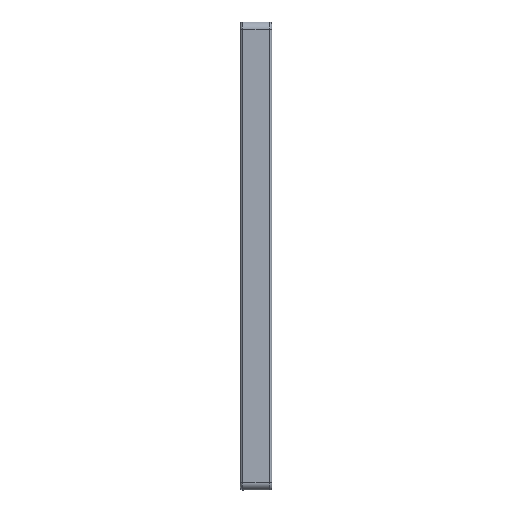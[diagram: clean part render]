
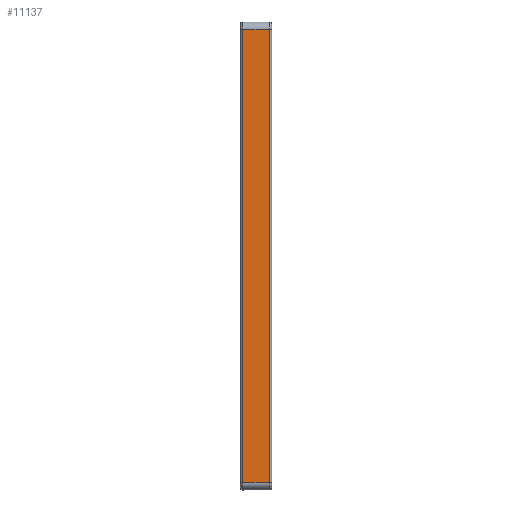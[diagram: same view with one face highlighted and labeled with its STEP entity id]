
A CAD part, front view. The second image highlights one B-rep face of the part: STEP entity #11137.
In plain terms, the highlighted planar face has unit normal (0, -1, 0).
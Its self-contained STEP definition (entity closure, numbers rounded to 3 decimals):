
#74 = CARTESIAN_POINT ( 'NONE',  ( -0.3, 0., -35. ) ) ;
#170 = CARTESIAN_POINT ( 'NONE',  ( -0.3, 0., -49.4 ) ) ;
#353 = FACE_OUTER_BOUND ( 'NONE', #8673, .T. ) ;
#681 = DIRECTION ( 'NONE',  ( 0., -1., 0. ) ) ;
#776 = LINE ( 'NONE', #9516, #3823 ) ;
#1185 = DIRECTION ( 'NONE',  ( -1., 0., 0. ) ) ;
#1260 = EDGE_CURVE ( 'NONE', #11117, #7579, #10035, .T. ) ;
#1516 = AXIS2_PLACEMENT_3D ( 'NONE', #3012, #681, #9040 ) ;
#1578 = DIRECTION ( 'NONE',  ( 0., 0., -1. ) ) ;
#1680 = EDGE_CURVE ( 'NONE', #11117, #3285, #4948, .T. ) ;
#1765 = ORIENTED_EDGE ( 'NONE', *, *, #1680, .F. ) ;
#2199 = CARTESIAN_POINT ( 'NONE',  ( 0., 0., -0.8 ) ) ;
#2403 = EDGE_CURVE ( 'NONE', #7579, #10727, #776, .T. ) ;
#3004 = ORIENTED_EDGE ( 'NONE', *, *, #8726, .T. ) ;
#3012 = CARTESIAN_POINT ( 'NONE',  ( 0., 0., -35. ) ) ;
#3285 = VERTEX_POINT ( 'NONE', #170 ) ;
#3823 = VECTOR ( 'NONE', #1578, 1000. ) ;
#3855 = PLANE ( 'NONE',  #1516 ) ;
#3911 = CARTESIAN_POINT ( 'NONE',  ( -0.3, 0., -0.8 ) ) ;
#4389 = CARTESIAN_POINT ( 'NONE',  ( -3.1, 0., -49.4 ) ) ;
#4394 = VECTOR ( 'NONE', #10657, 1000. ) ;
#4948 = LINE ( 'NONE', #74, #6992 ) ;
#4989 = ORIENTED_EDGE ( 'NONE', *, *, #1260, .T. ) ;
#6264 = LINE ( 'NONE', #8021, #4394 ) ;
#6924 = DIRECTION ( 'NONE',  ( 0., 0., -1. ) ) ;
#6992 = VECTOR ( 'NONE', #6924, 1000. ) ;
#7471 = CARTESIAN_POINT ( 'NONE',  ( -3.1, 0., -0.8 ) ) ;
#7516 = VECTOR ( 'NONE', #1185, 1000. ) ;
#7550 = ORIENTED_EDGE ( 'NONE', *, *, #2403, .T. ) ;
#7579 = VERTEX_POINT ( 'NONE', #7471 ) ;
#8021 = CARTESIAN_POINT ( 'NONE',  ( 0., 0., -49.4 ) ) ;
#8673 = EDGE_LOOP ( 'NONE', ( #1765, #4989, #7550, #3004 ) ) ;
#8726 = EDGE_CURVE ( 'NONE', #10727, #3285, #6264, .T. ) ;
#9040 = DIRECTION ( 'NONE',  ( 0., 0., -1. ) ) ;
#9516 = CARTESIAN_POINT ( 'NONE',  ( -3.1, 0., -35. ) ) ;
#10035 = LINE ( 'NONE', #2199, #7516 ) ;
#10657 = DIRECTION ( 'NONE',  ( 1., 0., 0. ) ) ;
#10727 = VERTEX_POINT ( 'NONE', #4389 ) ;
#11117 = VERTEX_POINT ( 'NONE', #3911 ) ;
#11137 = ADVANCED_FACE ( 'NONE', ( #353 ), #3855, .T. ) ;
